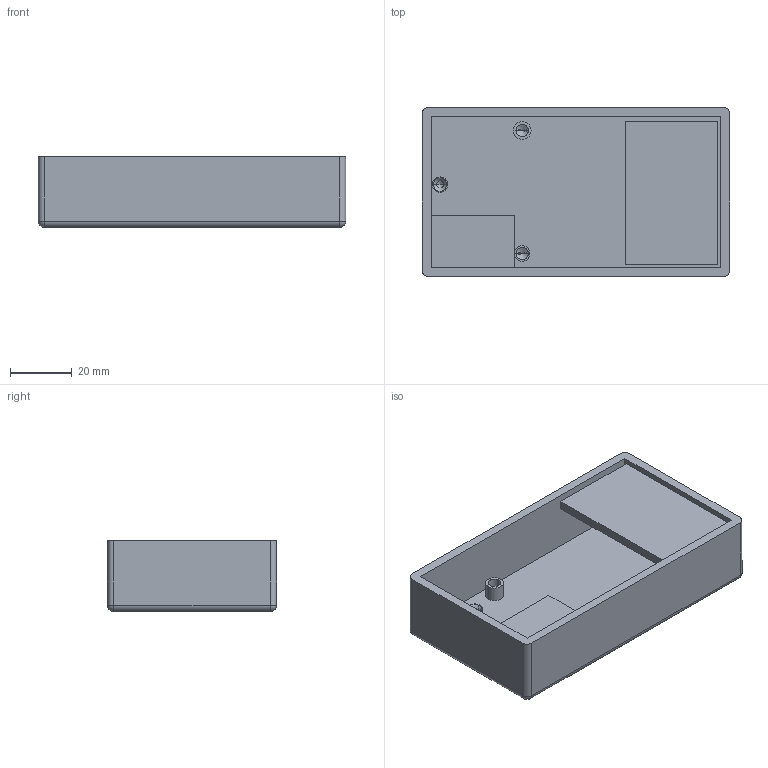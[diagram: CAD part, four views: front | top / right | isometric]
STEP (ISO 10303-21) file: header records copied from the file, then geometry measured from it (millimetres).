
FILE_DESCRIPTION (( 'STEP AP203' ), '1' );
FILE_NAME ('bottom.STEP', '2024-06-15T17:23:36', ( '' ), ( '' ), 'SwSTEP 2.0', 'SolidWorks 2022', '' );
FILE_SCHEMA (( 'CONFIG_CONTROL_DESIGN' ));
Length unit declared in the file: metre
Products named in the file (1): bottom
Bounding box: 100 x 55 x 23 mm (x, y, z)
Volume: 39487.2 mm3; surface area: 28486.5 mm2
Topology: 2 solids, 2 shells, 78 faces, 176 edges, 99 vertices
Faces by surface type: cylinder 28, plane 26, cone 20, sphere 4
Entity records: 2131 total; most frequent: DIRECTION 386, CARTESIAN_POINT 340, ORIENTED_EDGE 324, EDGE_CURVE 162, AXIS2_PLACEMENT_3D 145, VERTEX_POINT 99, LINE 96, VECTOR 96
